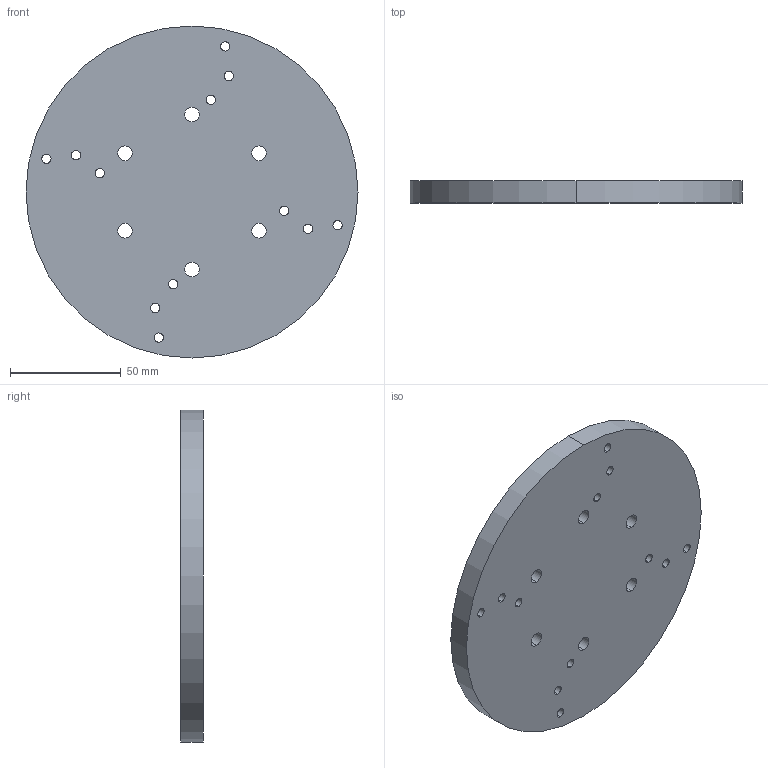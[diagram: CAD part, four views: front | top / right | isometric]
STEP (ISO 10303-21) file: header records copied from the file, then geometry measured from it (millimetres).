
FILE_DESCRIPTION (( 'STEP AP203' ), '1' );
FILE_NAME ('plateau de lame x4.STEP', '2021-03-22T16:40:34', ( '' ), ( '' ), 'SwSTEP 2.0', 'SolidWorks 2016', '' );
FILE_SCHEMA (( 'CONFIG_CONTROL_DESIGN' ));
Length unit declared in the file: millimetre
Products named in the file (1): plateau de lame x4
Bounding box: 150 x 10 x 150 mm (x, y, z)
Volume: 172254.6 mm3; surface area: 41954.7 mm2
Topology: 1 solids, 1 shells, 76 faces, 186 edges, 112 vertices
Faces by surface type: cylinder 38, cone 36, plane 2
Entity records: 2403 total; most frequent: DIRECTION 452, CARTESIAN_POINT 375, ORIENTED_EDGE 372, AXIS2_PLACEMENT_3D 189, EDGE_CURVE 186, VERTEX_POINT 112, EDGE_LOOP 112, CIRCLE 112
